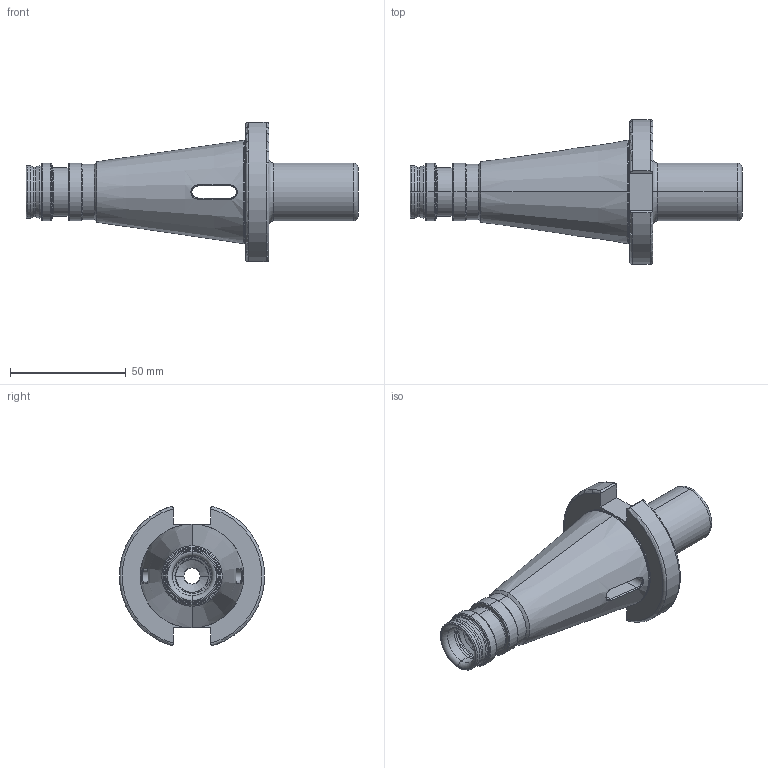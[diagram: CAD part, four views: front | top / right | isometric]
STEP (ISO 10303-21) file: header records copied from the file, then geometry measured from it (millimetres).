
FILE_DESCRIPTION (( 'STEP AP203' ), '1' );
FILE_NAME ('401.07.01.STEP', '2016-10-25T02:20:19', ( '' ), ( '' ), 'SwSTEP 2.0', 'SolidWorks 2012', '' );
FILE_SCHEMA (( 'CONFIG_CONTROL_DESIGN' ));
Length unit declared in the file: millimetre
Products named in the file (1): 401.07.01
Bounding box: 143.4 x 62.57 x 60.15 mm (x, y, z)
Volume: 103813.1 mm3; surface area: 26554.3 mm2
Topology: 1 solids, 1 shells, 149 faces, 364 edges, 219 vertices
Faces by surface type: cylinder 55, torus 37, plane 25, cone 22, bspline 10
Entity records: 8226 total; most frequent: CARTESIAN_POINT 4820, ORIENTED_EDGE 728, DIRECTION 684, EDGE_CURVE 364, AXIS2_PLACEMENT_3D 283, VERTEX_POINT 219, EDGE_LOOP 157, FACE_OUTER_BOUND 149
